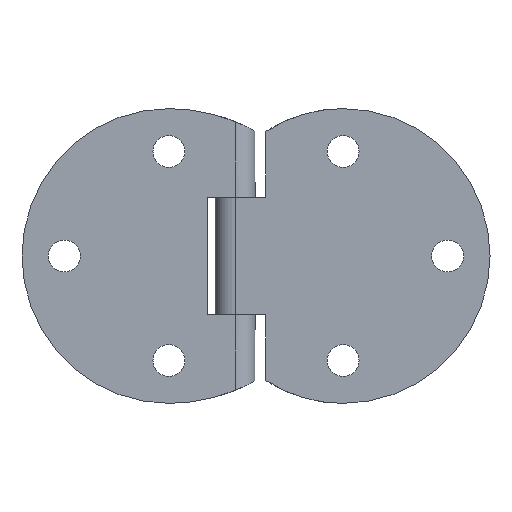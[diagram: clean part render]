
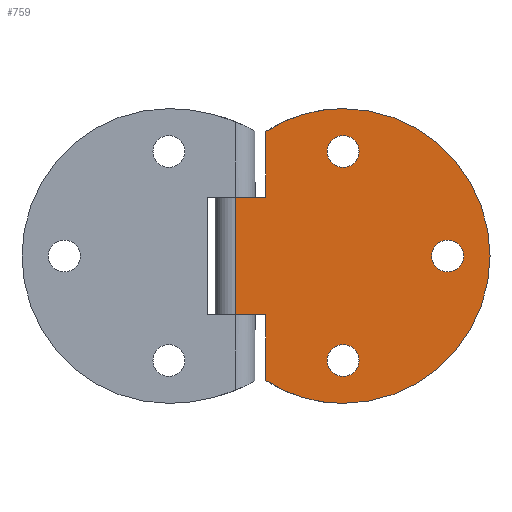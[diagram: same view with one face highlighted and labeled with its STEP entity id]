
A CAD part, front view. The second image highlights one B-rep face of the part: STEP entity #759.
In plain terms, the highlighted planar face has unit normal (0, -1, 0).
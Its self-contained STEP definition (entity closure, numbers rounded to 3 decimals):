
#102=FACE_BOUND('',#279,.T.);
#103=FACE_BOUND('',#280,.T.);
#104=FACE_BOUND('',#281,.T.);
#132=CIRCLE('',#822,14.039);
#138=CIRCLE('',#832,14.039);
#141=CIRCLE('',#837,1.6);
#144=CIRCLE('',#842,1.6);
#147=CIRCLE('',#847,1.6);
#150=CIRCLE('',#855,14.8);
#198=FACE_OUTER_BOUND('',#278,.T.);
#278=EDGE_LOOP('',(#665,#666,#667,#668,#669,#670,#671,#672));
#279=EDGE_LOOP('',(#673));
#280=EDGE_LOOP('',(#674));
#281=EDGE_LOOP('',(#675));
#325=LINE('',#1396,#362);
#326=LINE('',#1400,#363);
#327=LINE('',#1401,#364);
#328=LINE('',#1404,#365);
#329=LINE('',#1405,#366);
#362=VECTOR('',#1066,11.8);
#363=VECTOR('',#1071,3.1);
#364=VECTOR('',#1072,6.6);
#365=VECTOR('',#1075,6.6);
#366=VECTOR('',#1076,3.1);
#408=VERTEX_POINT('',#1330);
#409=VERTEX_POINT('',#1332);
#420=VERTEX_POINT('',#1360);
#421=VERTEX_POINT('',#1362);
#424=VERTEX_POINT('',#1371);
#427=VERTEX_POINT('',#1379);
#430=VERTEX_POINT('',#1387);
#431=VERTEX_POINT('',#1393);
#432=VERTEX_POINT('',#1395);
#433=VERTEX_POINT('',#1399);
#434=VERTEX_POINT('',#1403);
#488=EDGE_CURVE('',#409,#408,#132,.T.);
#503=EDGE_CURVE('',#421,#420,#138,.T.);
#507=EDGE_CURVE('',#424,#424,#141,.T.);
#510=EDGE_CURVE('',#427,#427,#144,.T.);
#513=EDGE_CURVE('',#430,#430,#147,.T.);
#515=EDGE_CURVE('',#431,#432,#325,.T.);
#517=EDGE_CURVE('',#431,#433,#326,.T.);
#518=EDGE_CURVE('',#433,#409,#327,.T.);
#519=EDGE_CURVE('',#408,#421,#150,.T.);
#520=EDGE_CURVE('',#420,#434,#328,.T.);
#521=EDGE_CURVE('',#434,#432,#329,.T.);
#665=ORIENTED_EDGE('',*,*,#515,.F.);
#666=ORIENTED_EDGE('',*,*,#517,.T.);
#667=ORIENTED_EDGE('',*,*,#518,.T.);
#668=ORIENTED_EDGE('',*,*,#488,.T.);
#669=ORIENTED_EDGE('',*,*,#519,.T.);
#670=ORIENTED_EDGE('',*,*,#503,.T.);
#671=ORIENTED_EDGE('',*,*,#520,.T.);
#672=ORIENTED_EDGE('',*,*,#521,.T.);
#673=ORIENTED_EDGE('',*,*,#507,.T.);
#674=ORIENTED_EDGE('',*,*,#510,.T.);
#675=ORIENTED_EDGE('',*,*,#513,.T.);
#715=PLANE('',#854);
#759=ADVANCED_FACE('',(#198,#102,#103,#104),#715,.T.);
#822=AXIS2_PLACEMENT_3D('',#1333,#995,#996);
#832=AXIS2_PLACEMENT_3D('',#1363,#1023,#1024);
#837=AXIS2_PLACEMENT_3D('',#1372,#1034,#1035);
#842=AXIS2_PLACEMENT_3D('',#1380,#1044,#1045);
#847=AXIS2_PLACEMENT_3D('',#1388,#1054,#1055);
#854=AXIS2_PLACEMENT_3D('',#1398,#1069,#1070);
#855=AXIS2_PLACEMENT_3D('',#1402,#1073,#1074);
#995=DIRECTION('center_axis',(0.,-1.,0.));
#996=DIRECTION('ref_axis',(0.,0.,-1.));
#1023=DIRECTION('center_axis',(0.,-1.,0.));
#1024=DIRECTION('ref_axis',(-0.548,0.,0.836));
#1034=DIRECTION('center_axis',(0.,1.,0.));
#1035=DIRECTION('ref_axis',(1.,0.,0.));
#1044=DIRECTION('center_axis',(0.,1.,0.));
#1045=DIRECTION('ref_axis',(1.,0.,0.));
#1054=DIRECTION('center_axis',(0.,1.,0.));
#1055=DIRECTION('ref_axis',(1.,0.,0.));
#1066=DIRECTION('',(0.,0.,-1.));
#1069=DIRECTION('center_axis',(0.,-1.,0.));
#1070=DIRECTION('ref_axis',(1.,0.,0.));
#1071=DIRECTION('',(-1.,0.,0.));
#1072=DIRECTION('',(0.,0.,1.));
#1073=DIRECTION('center_axis',(0.,-1.,0.));
#1074=DIRECTION('ref_axis',(0.,0.,1.));
#1075=DIRECTION('',(0.,0.,1.));
#1076=DIRECTION('',(1.,0.,0.));
#1330=CARTESIAN_POINT('',(-10.8,-2.,14.8));
#1332=CARTESIAN_POINT('',(-3.1,-2.,12.5));
#1333=CARTESIAN_POINT('Origin',(-10.8,-2.,0.761));
#1360=CARTESIAN_POINT('',(-3.1,-2.,-12.5));
#1362=CARTESIAN_POINT('',(-10.8,-2.,-14.8));
#1363=CARTESIAN_POINT('Origin',(-10.8,-2.,-0.761));
#1371=CARTESIAN_POINT('',(-12.45,-2.,10.5));
#1372=CARTESIAN_POINT('Origin',(-10.85,-2.,10.5));
#1379=CARTESIAN_POINT('',(-22.95,-2.,0.));
#1380=CARTESIAN_POINT('Origin',(-21.35,-2.,0.));
#1387=CARTESIAN_POINT('',(-12.45,-2.,-10.5));
#1388=CARTESIAN_POINT('Origin',(-10.85,-2.,-10.5));
#1393=CARTESIAN_POINT('',(0.,-2.,5.9));
#1395=CARTESIAN_POINT('',(0.,-2.,-5.9));
#1396=CARTESIAN_POINT('',(0.,-2.,0.));
#1398=CARTESIAN_POINT('Origin',(-25.6,-2.,0.));
#1399=CARTESIAN_POINT('',(-3.1,-2.,5.9));
#1400=CARTESIAN_POINT('',(-14.35,-2.,5.9));
#1401=CARTESIAN_POINT('',(-3.1,-2.,6.25));
#1402=CARTESIAN_POINT('Origin',(-10.8,-2.,0.));
#1403=CARTESIAN_POINT('',(-3.1,-2.,-5.9));
#1404=CARTESIAN_POINT('',(-3.1,-2.,-2.95));
#1405=CARTESIAN_POINT('',(-11.8,-2.,-5.9));
